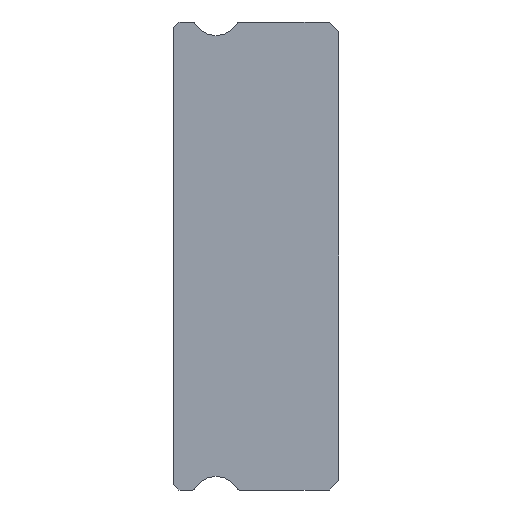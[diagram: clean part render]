
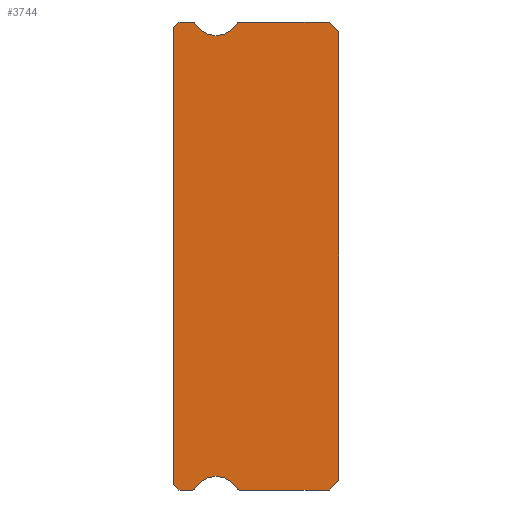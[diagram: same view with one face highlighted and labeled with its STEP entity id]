
A CAD part, left-side view. The second image highlights one B-rep face of the part: STEP entity #3744.
In plain terms, the highlighted planar face has unit normal (-1, 0, 0).
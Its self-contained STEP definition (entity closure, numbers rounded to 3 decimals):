
#100 = ORIENTED_EDGE ( 'NONE', *, *, #2574, .F. ) ;
#119 = DIRECTION ( 'NONE',  ( 0., 0., -1. ) ) ;
#123 = AXIS2_PLACEMENT_3D ( 'NONE', #2006, #3580, #2857 ) ;
#137 = CIRCLE ( 'NONE', #3442, 0.15 ) ;
#155 = CARTESIAN_POINT ( 'NONE',  ( -20., 6.3, 12.55 ) ) ;
#173 = EDGE_CURVE ( 'NONE', #2570, #3226, #2524, .T. ) ;
#306 = CARTESIAN_POINT ( 'NONE',  ( -20., 5.217, 11.925 ) ) ;
#352 = DIRECTION ( 'NONE',  ( 0., 0.707, -0.707 ) ) ;
#480 = CARTESIAN_POINT ( 'NONE',  ( -20., 7.512, -12. ) ) ;
#507 = ORIENTED_EDGE ( 'NONE', *, *, #2732, .F. ) ;
#524 = DIRECTION ( 'NONE',  ( 0., 0., -1. ) ) ;
#564 = LINE ( 'NONE', #3228, #3944 ) ;
#588 = EDGE_CURVE ( 'NONE', #5012, #4885, #994, .T. ) ;
#591 = AXIS2_PLACEMENT_3D ( 'NONE', #155, #1740, #3319 ) ;
#607 = CARTESIAN_POINT ( 'NONE',  ( -20., 8.2, -12. ) ) ;
#614 = EDGE_CURVE ( 'NONE', #1359, #4851, #4560, .T. ) ;
#661 = VERTEX_POINT ( 'NONE', #3879 ) ;
#690 = ORIENTED_EDGE ( 'NONE', *, *, #588, .F. ) ;
#699 = CARTESIAN_POINT ( 'NONE',  ( -20., 8.2, 12. ) ) ;
#720 = EDGE_LOOP ( 'NONE', ( #5105, #3809, #3338, #690, #2916, #3986, #721, #3206, #1956, #100, #2611, #5069, #3626, #507, #1679, #4783, #872 ) ) ;
#721 = ORIENTED_EDGE ( 'NONE', *, *, #938, .F. ) ;
#735 = CARTESIAN_POINT ( 'NONE',  ( -20., 0., 11.5 ) ) ;
#815 = AXIS2_PLACEMENT_3D ( 'NONE', #3593, #3311, #119 ) ;
#872 = ORIENTED_EDGE ( 'NONE', *, *, #2388, .T. ) ;
#884 = CARTESIAN_POINT ( 'NONE',  ( -20., 0., 11.5 ) ) ;
#892 = EDGE_CURVE ( 'NONE', #953, #5012, #2889, .T. ) ;
#917 = VECTOR ( 'NONE', #3706, 1000. ) ;
#938 = EDGE_CURVE ( 'NONE', #4163, #2717, #4503, .T. ) ;
#948 = CARTESIAN_POINT ( 'NONE',  ( -20., 7.512, -12. ) ) ;
#953 = VERTEX_POINT ( 'NONE', #2153 ) ;
#994 = CIRCLE ( 'NONE', #2406, 0.15 ) ;
#1192 = VECTOR ( 'NONE', #352, 1000. ) ;
#1218 = EDGE_CURVE ( 'NONE', #1484, #1849, #4795, .T. ) ;
#1252 = LINE ( 'NONE', #2505, #3505 ) ;
#1275 = VECTOR ( 'NONE', #3971, 1000. ) ;
#1283 = VECTOR ( 'NONE', #2269, 1000. ) ;
#1291 = DIRECTION ( 'NONE',  ( 1., 0., 0. ) ) ;
#1292 = DIRECTION ( 'NONE',  ( 1., 0., 0. ) ) ;
#1320 = CARTESIAN_POINT ( 'NONE',  ( -20., 8.5, 11.7 ) ) ;
#1326 = DIRECTION ( 'NONE',  ( 0., 0., -1. ) ) ;
#1337 = DIRECTION ( 'NONE',  ( 0., 0.707, -0.707 ) ) ;
#1359 = VERTEX_POINT ( 'NONE', #3614 ) ;
#1449 = CARTESIAN_POINT ( 'NONE',  ( -20., 5.088, 11.85 ) ) ;
#1484 = VERTEX_POINT ( 'NONE', #4605 ) ;
#1648 = VERTEX_POINT ( 'NONE', #1320 ) ;
#1666 = LINE ( 'NONE', #2879, #1703 ) ;
#1674 = DIRECTION ( 'NONE',  ( 0., -1., 0. ) ) ;
#1679 = ORIENTED_EDGE ( 'NONE', *, *, #1218, .F. ) ;
#1703 = VECTOR ( 'NONE', #2469, 1000. ) ;
#1704 = DIRECTION ( 'NONE',  ( 0., -0.707, -0.707 ) ) ;
#1740 = DIRECTION ( 'NONE',  ( -1., 0., 0. ) ) ;
#1774 = AXIS2_PLACEMENT_3D ( 'NONE', #2001, #1292, #2082 ) ;
#1777 = CARTESIAN_POINT ( 'NONE',  ( -20., 0., -11.5 ) ) ;
#1849 = VERTEX_POINT ( 'NONE', #4249 ) ;
#1905 = CARTESIAN_POINT ( 'NONE',  ( -20., 7.512, 11.85 ) ) ;
#1912 = VERTEX_POINT ( 'NONE', #3854 ) ;
#1932 = CARTESIAN_POINT ( 'NONE',  ( -20., 8.2, 12. ) ) ;
#1956 = ORIENTED_EDGE ( 'NONE', *, *, #3650, .T. ) ;
#2001 = CARTESIAN_POINT ( 'NONE',  ( -20., 5.088, -11.85 ) ) ;
#2006 = CARTESIAN_POINT ( 'NONE',  ( -20., 6.3, 12.55 ) ) ;
#2082 = DIRECTION ( 'NONE',  ( 0., 0., -1. ) ) ;
#2142 = EDGE_CURVE ( 'NONE', #661, #4163, #4955, .T. ) ;
#2153 = CARTESIAN_POINT ( 'NONE',  ( -20., 5.217, -11.925 ) ) ;
#2269 = DIRECTION ( 'NONE',  ( 0., 0., 1. ) ) ;
#2351 = CARTESIAN_POINT ( 'NONE',  ( -20., 0.5, 12. ) ) ;
#2381 = VERTEX_POINT ( 'NONE', #1932 ) ;
#2388 = EDGE_CURVE ( 'NONE', #2381, #1648, #3508, .T. ) ;
#2406 = AXIS2_PLACEMENT_3D ( 'NONE', #4046, #1291, #524 ) ;
#2448 = CIRCLE ( 'NONE', #123, 1.25 ) ;
#2466 = VERTEX_POINT ( 'NONE', #2351 ) ;
#2469 = DIRECTION ( 'NONE',  ( 0., 0., 1. ) ) ;
#2505 = CARTESIAN_POINT ( 'NONE',  ( -20., 0.5, 12. ) ) ;
#2524 = LINE ( 'NONE', #607, #917 ) ;
#2570 = VERTEX_POINT ( 'NONE', #3283 ) ;
#2574 = EDGE_CURVE ( 'NONE', #2466, #4209, #1252, .T. ) ;
#2593 = DIRECTION ( 'NONE',  ( 0., 0., -1. ) ) ;
#2611 = ORIENTED_EDGE ( 'NONE', *, *, #3121, .F. ) ;
#2677 = EDGE_CURVE ( 'NONE', #3226, #4885, #3250, .T. ) ;
#2710 = DIRECTION ( 'NONE',  ( 0., 0., -1. ) ) ;
#2717 = VERTEX_POINT ( 'NONE', #2783 ) ;
#2732 = EDGE_CURVE ( 'NONE', #1849, #1359, #2448, .T. ) ;
#2783 = CARTESIAN_POINT ( 'NONE',  ( -20., 5.088, -12. ) ) ;
#2857 = DIRECTION ( 'NONE',  ( 0., 0., -1. ) ) ;
#2879 = CARTESIAN_POINT ( 'NONE',  ( -20., 8.5, 11.85 ) ) ;
#2889 = CIRCLE ( 'NONE', #815, 1.25 ) ;
#2897 = DIRECTION ( 'NONE',  ( 0., 1., 0. ) ) ;
#2916 = ORIENTED_EDGE ( 'NONE', *, *, #892, .F. ) ;
#2940 = VECTOR ( 'NONE', #3083, 1000. ) ;
#2967 = VECTOR ( 'NONE', #2897, 1000. ) ;
#3011 = EDGE_CURVE ( 'NONE', #4851, #1912, #137, .T. ) ;
#3030 = DIRECTION ( 'NONE',  ( 1., 0., 0. ) ) ;
#3083 = DIRECTION ( 'NONE',  ( 0., 1., 0. ) ) ;
#3121 = EDGE_CURVE ( 'NONE', #1912, #2466, #564, .T. ) ;
#3172 = DIRECTION ( 'NONE',  ( 1., 0., 0. ) ) ;
#3206 = ORIENTED_EDGE ( 'NONE', *, *, #2142, .F. ) ;
#3226 = VERTEX_POINT ( 'NONE', #4628 ) ;
#3228 = CARTESIAN_POINT ( 'NONE',  ( -20., 7.512, 12. ) ) ;
#3250 = LINE ( 'NONE', #480, #1275 ) ;
#3283 = CARTESIAN_POINT ( 'NONE',  ( -20., 8.5, -11.7 ) ) ;
#3300 = CARTESIAN_POINT ( 'NONE',  ( -20., 7.512, 11.85 ) ) ;
#3311 = DIRECTION ( 'NONE',  ( -1., 0., 0. ) ) ;
#3319 = DIRECTION ( 'NONE',  ( 0., 0., -1. ) ) ;
#3338 = ORIENTED_EDGE ( 'NONE', *, *, #2677, .T. ) ;
#3442 = AXIS2_PLACEMENT_3D ( 'NONE', #1449, #3030, #2593 ) ;
#3505 = VECTOR ( 'NONE', #1704, 1000. ) ;
#3508 = LINE ( 'NONE', #3897, #1192 ) ;
#3580 = DIRECTION ( 'NONE',  ( -1., 0., 0. ) ) ;
#3583 = PLANE ( 'NONE',  #4192 ) ;
#3593 = CARTESIAN_POINT ( 'NONE',  ( -20., 6.3, -12.55 ) ) ;
#3614 = CARTESIAN_POINT ( 'NONE',  ( -20., 6.3, 11.3 ) ) ;
#3626 = ORIENTED_EDGE ( 'NONE', *, *, #614, .F. ) ;
#3636 = DIRECTION ( 'NONE',  ( 1., 0., 0. ) ) ;
#3650 = EDGE_CURVE ( 'NONE', #661, #4209, #4710, .T. ) ;
#3706 = DIRECTION ( 'NONE',  ( 0., -0.707, -0.707 ) ) ;
#3744 = ADVANCED_FACE ( 'NONE', ( #4367 ), #3583, .F. ) ;
#3809 = ORIENTED_EDGE ( 'NONE', *, *, #173, .T. ) ;
#3854 = CARTESIAN_POINT ( 'NONE',  ( -20., 5.088, 12. ) ) ;
#3866 = AXIS2_PLACEMENT_3D ( 'NONE', #1905, #3172, #2710 ) ;
#3879 = CARTESIAN_POINT ( 'NONE',  ( -20., 0., -11.5 ) ) ;
#3897 = CARTESIAN_POINT ( 'NONE',  ( -20., 8.5, 11.7 ) ) ;
#3944 = VECTOR ( 'NONE', #1674, 1000. ) ;
#3971 = DIRECTION ( 'NONE',  ( 0., -1., 0. ) ) ;
#3986 = ORIENTED_EDGE ( 'NONE', *, *, #4189, .F. ) ;
#4011 = CIRCLE ( 'NONE', #1774, 0.15 ) ;
#4046 = CARTESIAN_POINT ( 'NONE',  ( -20., 7.512, -11.85 ) ) ;
#4058 = EDGE_CURVE ( 'NONE', #1484, #2381, #4309, .T. ) ;
#4163 = VERTEX_POINT ( 'NONE', #4837 ) ;
#4189 = EDGE_CURVE ( 'NONE', #2717, #953, #4011, .T. ) ;
#4192 = AXIS2_PLACEMENT_3D ( 'NONE', #3300, #3636, #1326 ) ;
#4209 = VERTEX_POINT ( 'NONE', #884 ) ;
#4224 = EDGE_CURVE ( 'NONE', #2570, #1648, #1666, .T. ) ;
#4249 = CARTESIAN_POINT ( 'NONE',  ( -20., 7.383, 11.925 ) ) ;
#4309 = LINE ( 'NONE', #699, #2940 ) ;
#4367 = FACE_OUTER_BOUND ( 'NONE', #720, .T. ) ;
#4503 = LINE ( 'NONE', #948, #2967 ) ;
#4560 = CIRCLE ( 'NONE', #591, 1.25 ) ;
#4605 = CARTESIAN_POINT ( 'NONE',  ( -20., 7.512, 12. ) ) ;
#4628 = CARTESIAN_POINT ( 'NONE',  ( -20., 8.2, -12. ) ) ;
#4637 = CARTESIAN_POINT ( 'NONE',  ( -20., 7.512, -12. ) ) ;
#4710 = LINE ( 'NONE', #735, #1283 ) ;
#4783 = ORIENTED_EDGE ( 'NONE', *, *, #4058, .T. ) ;
#4795 = CIRCLE ( 'NONE', #3866, 0.15 ) ;
#4809 = CARTESIAN_POINT ( 'NONE',  ( -20., 7.383, -11.925 ) ) ;
#4837 = CARTESIAN_POINT ( 'NONE',  ( -20., 0.5, -12. ) ) ;
#4851 = VERTEX_POINT ( 'NONE', #306 ) ;
#4885 = VERTEX_POINT ( 'NONE', #4637 ) ;
#4945 = VECTOR ( 'NONE', #1337, 1000. ) ;
#4955 = LINE ( 'NONE', #1777, #4945 ) ;
#5012 = VERTEX_POINT ( 'NONE', #4809 ) ;
#5069 = ORIENTED_EDGE ( 'NONE', *, *, #3011, .F. ) ;
#5105 = ORIENTED_EDGE ( 'NONE', *, *, #4224, .F. ) ;
